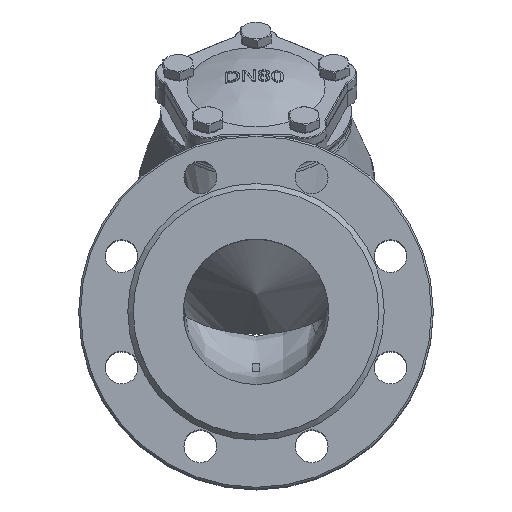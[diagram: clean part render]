
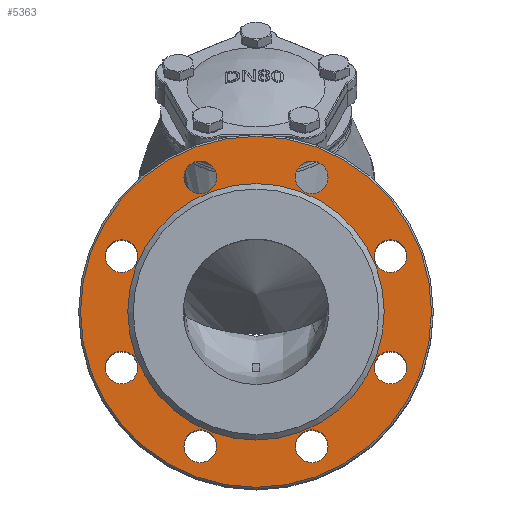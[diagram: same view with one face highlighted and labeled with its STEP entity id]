
A CAD part, top view. The second image highlights one B-rep face of the part: STEP entity #5363.
In plain terms, the highlighted planar face has unit normal (0, 0, 1).
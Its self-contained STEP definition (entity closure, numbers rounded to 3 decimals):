
#218=PLANE('',#5788);
#865=FACE_BOUND('',#1389,.T.);
#866=FACE_BOUND('',#1390,.T.);
#867=FACE_BOUND('',#1391,.T.);
#868=FACE_BOUND('',#1392,.T.);
#869=FACE_BOUND('',#1393,.T.);
#870=FACE_BOUND('',#1394,.T.);
#871=FACE_BOUND('',#1395,.T.);
#872=FACE_BOUND('',#1396,.T.);
#873=FACE_BOUND('',#1397,.T.);
#1060=FACE_OUTER_BOUND('',#1388,.T.);
#1388=EDGE_LOOP('',(#4167));
#1389=EDGE_LOOP('',(#4168));
#1390=EDGE_LOOP('',(#4169));
#1391=EDGE_LOOP('',(#4170));
#1392=EDGE_LOOP('',(#4171));
#1393=EDGE_LOOP('',(#4172));
#1394=EDGE_LOOP('',(#4173));
#1395=EDGE_LOOP('',(#4174));
#1396=EDGE_LOOP('',(#4175));
#1397=EDGE_LOOP('',(#4176));
#1674=CIRCLE('',#5787,96.5);
#1675=CIRCLE('',#5789,70.5);
#1676=CIRCLE('',#5790,9.);
#1677=CIRCLE('',#5791,9.);
#1678=CIRCLE('',#5792,9.);
#1679=CIRCLE('',#5793,9.);
#1680=CIRCLE('',#5794,9.);
#1681=CIRCLE('',#5795,9.);
#1682=CIRCLE('',#5796,9.);
#1683=CIRCLE('',#5797,9.);
#2377=VERTEX_POINT('',#11712);
#2378=VERTEX_POINT('',#11716);
#2379=VERTEX_POINT('',#11718);
#2380=VERTEX_POINT('',#11720);
#2381=VERTEX_POINT('',#11722);
#2382=VERTEX_POINT('',#11724);
#2383=VERTEX_POINT('',#11726);
#2384=VERTEX_POINT('',#11728);
#2385=VERTEX_POINT('',#11730);
#2386=VERTEX_POINT('',#11732);
#3009=EDGE_CURVE('',#2377,#2377,#1674,.T.);
#3011=EDGE_CURVE('',#2378,#2378,#1675,.T.);
#3012=EDGE_CURVE('',#2379,#2379,#1676,.T.);
#3013=EDGE_CURVE('',#2380,#2380,#1677,.T.);
#3014=EDGE_CURVE('',#2381,#2381,#1678,.T.);
#3015=EDGE_CURVE('',#2382,#2382,#1679,.T.);
#3016=EDGE_CURVE('',#2383,#2383,#1680,.T.);
#3017=EDGE_CURVE('',#2384,#2384,#1681,.T.);
#3018=EDGE_CURVE('',#2385,#2385,#1682,.T.);
#3019=EDGE_CURVE('',#2386,#2386,#1683,.T.);
#4167=ORIENTED_EDGE('',*,*,#3009,.F.);
#4168=ORIENTED_EDGE('',*,*,#3011,.F.);
#4169=ORIENTED_EDGE('',*,*,#3012,.T.);
#4170=ORIENTED_EDGE('',*,*,#3013,.T.);
#4171=ORIENTED_EDGE('',*,*,#3014,.T.);
#4172=ORIENTED_EDGE('',*,*,#3015,.T.);
#4173=ORIENTED_EDGE('',*,*,#3016,.T.);
#4174=ORIENTED_EDGE('',*,*,#3017,.T.);
#4175=ORIENTED_EDGE('',*,*,#3018,.T.);
#4176=ORIENTED_EDGE('',*,*,#3019,.T.);
#5363=ADVANCED_FACE('',(#1060,#865,#866,#867,#868,#869,#870,#871,#872,#873),
#218,.T.);
#5787=AXIS2_PLACEMENT_3D('',#11713,#6494,#6495);
#5788=AXIS2_PLACEMENT_3D('',#11715,#6497,#6498);
#5789=AXIS2_PLACEMENT_3D('',#11717,#6499,#6500);
#5790=AXIS2_PLACEMENT_3D('',#11719,#6501,#6502);
#5791=AXIS2_PLACEMENT_3D('',#11721,#6503,#6504);
#5792=AXIS2_PLACEMENT_3D('',#11723,#6505,#6506);
#5793=AXIS2_PLACEMENT_3D('',#11725,#6507,#6508);
#5794=AXIS2_PLACEMENT_3D('',#11727,#6509,#6510);
#5795=AXIS2_PLACEMENT_3D('',#11729,#6511,#6512);
#5796=AXIS2_PLACEMENT_3D('',#11731,#6513,#6514);
#5797=AXIS2_PLACEMENT_3D('',#11733,#6515,#6516);
#6494=DIRECTION('center_axis',(0.,0.,-1.));
#6495=DIRECTION('ref_axis',(-1.,0.,0.));
#6497=DIRECTION('center_axis',(0.,0.,1.));
#6498=DIRECTION('ref_axis',(1.,0.,0.));
#6499=DIRECTION('center_axis',(0.,0.,1.));
#6500=DIRECTION('ref_axis',(-1.,0.,0.));
#6501=DIRECTION('center_axis',(0.,0.,-1.));
#6502=DIRECTION('ref_axis',(-1.,0.,0.));
#6503=DIRECTION('center_axis',(0.,0.,-1.));
#6504=DIRECTION('ref_axis',(-1.,0.,0.));
#6505=DIRECTION('center_axis',(0.,0.,-1.));
#6506=DIRECTION('ref_axis',(-1.,0.,0.));
#6507=DIRECTION('center_axis',(0.,0.,-1.));
#6508=DIRECTION('ref_axis',(-1.,0.,0.));
#6509=DIRECTION('center_axis',(0.,0.,-1.));
#6510=DIRECTION('ref_axis',(-1.,0.,0.));
#6511=DIRECTION('center_axis',(0.,0.,-1.));
#6512=DIRECTION('ref_axis',(-1.,0.,0.));
#6513=DIRECTION('center_axis',(0.,0.,-1.));
#6514=DIRECTION('ref_axis',(-1.,0.,0.));
#6515=DIRECTION('center_axis',(0.,0.,-1.));
#6516=DIRECTION('ref_axis',(-1.,0.,0.));
#11712=CARTESIAN_POINT('',(96.5,0.,277.));
#11713=CARTESIAN_POINT('Origin',(0.,0.,277.));
#11715=CARTESIAN_POINT('Origin',(0.,0.,277.));
#11716=CARTESIAN_POINT('',(70.5,0.,277.));
#11717=CARTESIAN_POINT('Origin',(0.,0.,277.));
#11718=CARTESIAN_POINT('',(39.615,73.91,277.));
#11719=CARTESIAN_POINT('Origin',(30.615,73.91,277.));
#11720=CARTESIAN_POINT('',(-21.615,73.91,277.));
#11721=CARTESIAN_POINT('Origin',(-30.615,73.91,277.));
#11722=CARTESIAN_POINT('',(-64.91,30.615,277.));
#11723=CARTESIAN_POINT('Origin',(-73.91,30.615,277.));
#11724=CARTESIAN_POINT('',(-64.91,-30.615,277.));
#11725=CARTESIAN_POINT('Origin',(-73.91,-30.615,277.));
#11726=CARTESIAN_POINT('',(-21.615,-73.91,277.));
#11727=CARTESIAN_POINT('Origin',(-30.615,-73.91,277.));
#11728=CARTESIAN_POINT('',(39.615,-73.91,277.));
#11729=CARTESIAN_POINT('Origin',(30.615,-73.91,277.));
#11730=CARTESIAN_POINT('',(82.91,-30.615,277.));
#11731=CARTESIAN_POINT('Origin',(73.91,-30.615,277.));
#11732=CARTESIAN_POINT('',(82.91,30.615,277.));
#11733=CARTESIAN_POINT('Origin',(73.91,30.615,277.));
